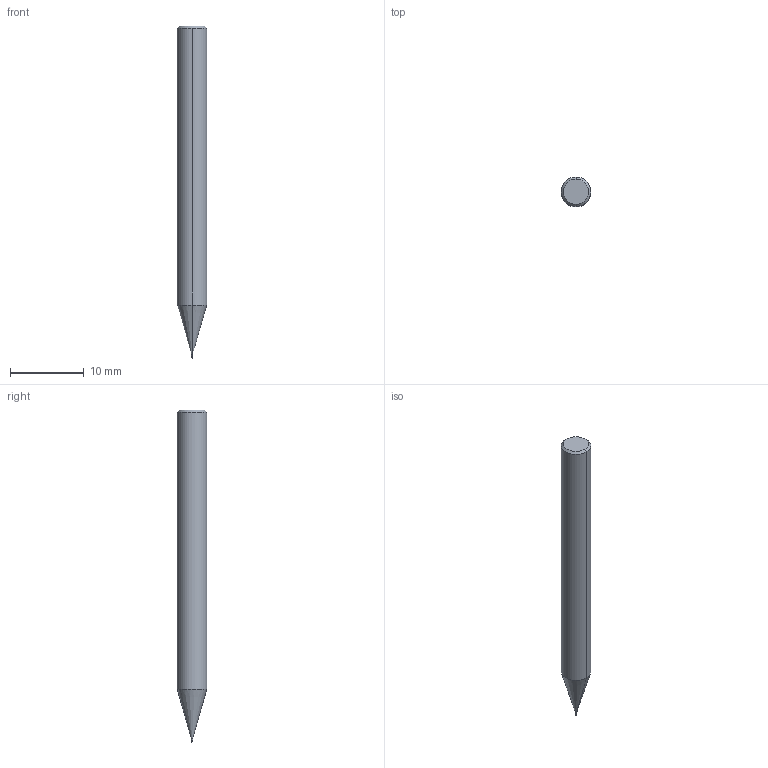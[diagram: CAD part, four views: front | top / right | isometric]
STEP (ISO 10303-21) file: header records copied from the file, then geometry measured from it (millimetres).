
FILE_DESCRIPTION(('no description'),'unknown implementation level');
FILE_NAME('EXN1-M17-0003-0_2X0_5-Detail.stp',' ',('CIMSOURCE GmbH'),('CADClick - KiM GmbH - www.kimweb.de'),'unknown preprocess','ACIS','unknown authorization');
FILE_SCHEMA(('automotive_design'));
Length unit declared in the file: millimetre
Products named in the file (2): NOCUT; CUT
Bounding box: 4 x 4 x 45 mm (x, y, z)
Volume: 504 mm3; surface area: 531.3 mm2
Topology: 2 solids, 2 shells, 57 faces, 159 edges, 99 vertices
Faces by surface type: bspline 16, cone 12, plane 11, revolution 8, sphere 6, cylinder 4
Entity records: 4822 total; most frequent: CARTESIAN_POINT 1800, STYLED_ITEM 310, PRESENTATION_STYLE_ASSIGNMENT 310, COLOUR_RGB 310, ORIENTED_EDGE 304, DIRECTION 206, EDGE_CURVE 152, CURVE_STYLE 152
